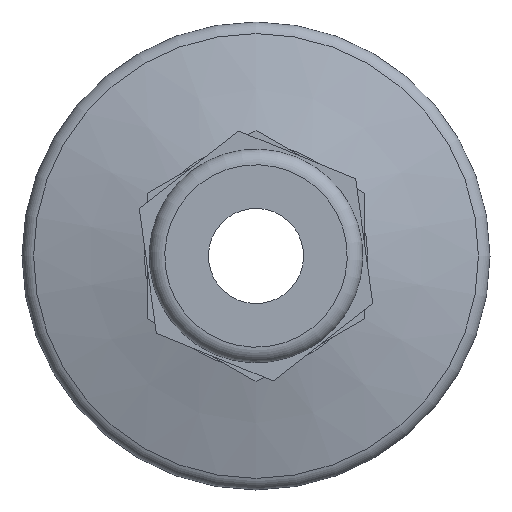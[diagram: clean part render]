
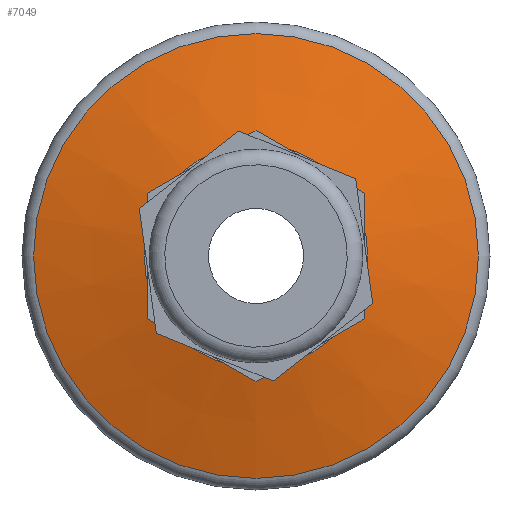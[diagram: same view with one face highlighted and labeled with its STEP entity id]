
A CAD part, left-side view. The second image highlights one B-rep face of the part: STEP entity #7049.
In plain terms, the highlighted conical face has half-angle 75 degrees and reference radius 7.163 mm.
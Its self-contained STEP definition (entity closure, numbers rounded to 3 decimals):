
#202 = AXIS2_PLACEMENT_3D ( 'NONE', #2321, #3485, #571 ) ;
#416 = CARTESIAN_POINT ( 'NONE',  ( -7.8, 0., 7.163 ) ) ;
#571 = DIRECTION ( 'NONE',  ( 0., 0., 1. ) ) ;
#975 = DIRECTION ( 'NONE',  ( 0., 0., -1. ) ) ;
#1139 = VERTEX_POINT ( 'NONE', #6282 ) ;
#1159 = CIRCLE ( 'NONE', #5417, 14.259 ) ;
#2321 = CARTESIAN_POINT ( 'NONE',  ( -7.8, 0., 0. ) ) ;
#3476 = CONICAL_SURFACE ( 'NONE', #3827, 7.163, 1.309 ) ;
#3485 = DIRECTION ( 'NONE',  ( -1., 0., 0. ) ) ;
#3611 = DIRECTION ( 'NONE',  ( 0., 0., 1. ) ) ;
#3672 = ORIENTED_EDGE ( 'NONE', *, *, #5541, .T. ) ;
#3679 = EDGE_LOOP ( 'NONE', ( #6276 ) ) ;
#3827 = AXIS2_PLACEMENT_3D ( 'NONE', #6623, #6104, #975 ) ;
#4977 = FACE_OUTER_BOUND ( 'NONE', #5917, .T. ) ;
#5085 = CIRCLE ( 'NONE', #202, 7.163 ) ;
#5230 = VERTEX_POINT ( 'NONE', #416 ) ;
#5261 = EDGE_CURVE ( 'NONE', #5230, #5230, #5085, .T. ) ;
#5417 = AXIS2_PLACEMENT_3D ( 'NONE', #6486, #6980, #3611 ) ;
#5541 = EDGE_CURVE ( 'NONE', #1139, #1139, #1159, .T. ) ;
#5917 = EDGE_LOOP ( 'NONE', ( #3672 ) ) ;
#6104 = DIRECTION ( 'NONE',  ( 1., 0., 0. ) ) ;
#6276 = ORIENTED_EDGE ( 'NONE', *, *, #5261, .F. ) ;
#6282 = CARTESIAN_POINT ( 'NONE',  ( -5.899, 0., 14.259 ) ) ;
#6486 = CARTESIAN_POINT ( 'NONE',  ( -5.899, 0., 0. ) ) ;
#6623 = CARTESIAN_POINT ( 'NONE',  ( -7.8, 0., 0. ) ) ;
#6980 = DIRECTION ( 'NONE',  ( -1., 0., 0. ) ) ;
#7049 = ADVANCED_FACE ( 'NONE', ( #4977, #7257 ), #3476, .T. ) ;
#7257 = FACE_BOUND ( 'NONE', #3679, .T. ) ;
